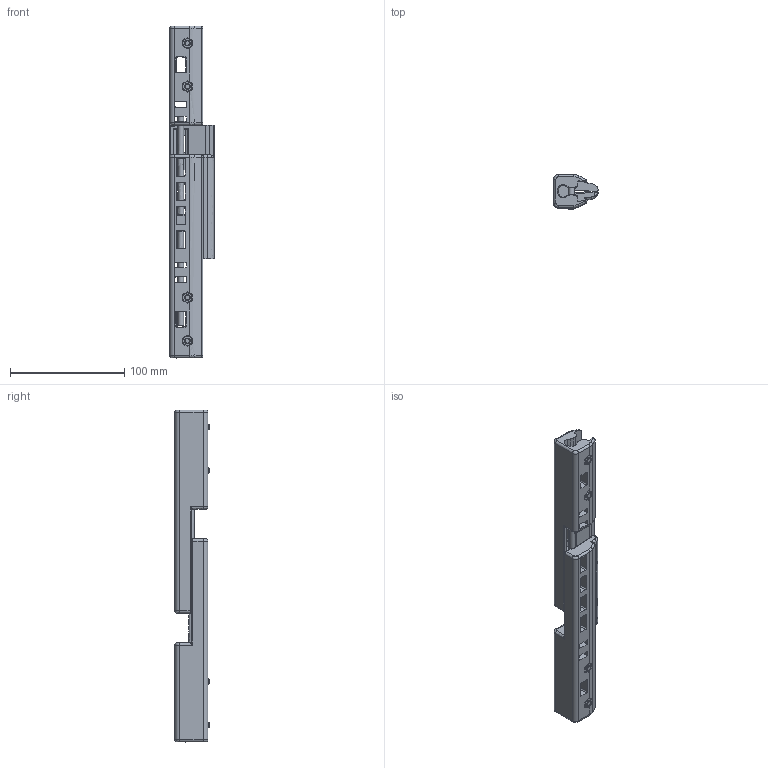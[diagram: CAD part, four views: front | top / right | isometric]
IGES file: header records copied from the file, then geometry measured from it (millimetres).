
Start section:  PTC IGES file: s0736695402.igs
Global section: file name: s0736695402.igs; native system: Pro/ENGINEER by Parametric Technology Corporation; preprocessor: 2005310; author: RCRU51; organization: Unknown; date: 081020.162308; units: millimetre
Bounding box: 39.1 x 30 x 291 mm (x, y, z)
Surface area: 60245 mm2 (no closed solid volume)
Topology: 0 solids, 0 shells, 723 faces, 3814 edges, 3806 vertices
Faces by surface type: bspline 371, revolution 352
